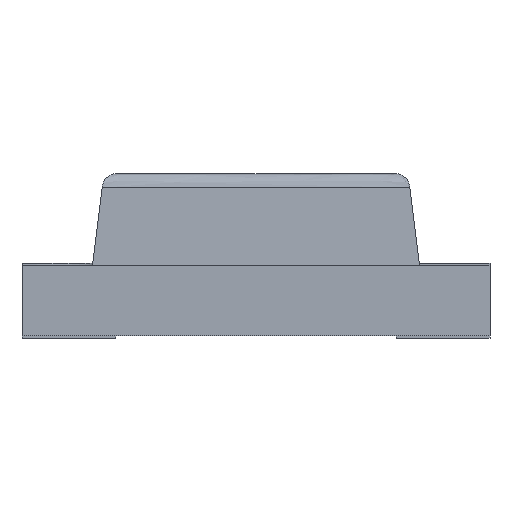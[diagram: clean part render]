
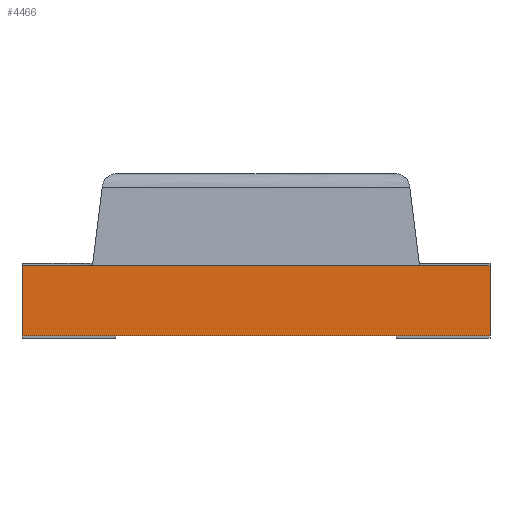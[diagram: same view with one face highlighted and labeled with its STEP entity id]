
A CAD part, front view. The second image highlights one B-rep face of the part: STEP entity #4466.
In plain terms, the highlighted free-form (B-spline) face has degree [1, 1] with [2, 2] control points.
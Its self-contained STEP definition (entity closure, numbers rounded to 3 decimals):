
#247 = B_SPLINE_SURFACE_WITH_KNOTS('',1,1,(
    (#248,#249)
    ,(#250,#251
    )),.UNSPECIFIED.,.F.,.F.,.F.,(2,2),(2,2),(0.,2.),(
    -1.25,0.),.PIECEWISE_BEZIER_KNOTS.);
#248 = CARTESIAN_POINT('',(-0.8,-0.4,0.24));
#249 = CARTESIAN_POINT('',(-0.8,0.4,0.24));
#250 = CARTESIAN_POINT('',(0.8,-0.4,0.24));
#251 = CARTESIAN_POINT('',(0.8,0.4,0.24));
#361 = B_SPLINE_SURFACE_WITH_KNOTS('',1,1,(
    (#362,#363)
    ,(#364,#365
    )),.UNSPECIFIED.,.F.,.F.,.F.,(2,2),(2,2),(0.825,1.25),(-0.3,0.)
  ,.PIECEWISE_BEZIER_KNOTS.);
#362 = CARTESIAN_POINT('',(0.8,-0.128,0.24));
#363 = CARTESIAN_POINT('',(0.8,-0.128,0.));
#364 = CARTESIAN_POINT('',(0.8,-0.4,0.24));
#365 = CARTESIAN_POINT('',(0.8,-0.4,0.));
#670 = VERTEX_POINT('',#671);
#671 = CARTESIAN_POINT('',(-0.8,-0.4,0.24));
#683 = B_SPLINE_SURFACE_WITH_KNOTS('',1,1,(
    (#684,#685)
    ,(#686,#687
  )),.UNSPECIFIED.,.F.,.F.,.F.,(2,2),(2,2),(0.,0.425),(-0.3,0.
    ),.PIECEWISE_BEZIER_KNOTS.);
#684 = CARTESIAN_POINT('',(-0.8,-0.4,0.24));
#685 = CARTESIAN_POINT('',(-0.8,-0.4,0.));
#686 = CARTESIAN_POINT('',(-0.8,-0.128,0.24));
#687 = CARTESIAN_POINT('',(-0.8,-0.128,0.));
#694 = EDGE_CURVE('',#695,#670,#697,.T.);
#695 = VERTEX_POINT('',#696);
#696 = CARTESIAN_POINT('',(0.8,-0.4,0.24));
#697 = SURFACE_CURVE('',#698,(#701,#707),.PCURVE_S1.);
#698 = B_SPLINE_CURVE_WITH_KNOTS('',1,(#699,#700),.UNSPECIFIED.,.F.,.F.,
  (2,2),(0.,2.),.PIECEWISE_BEZIER_KNOTS.);
#699 = CARTESIAN_POINT('',(0.8,-0.4,0.24));
#700 = CARTESIAN_POINT('',(-0.8,-0.4,0.24));
#701 = PCURVE('',#247,#702);
#702 = DEFINITIONAL_REPRESENTATION('',(#703),#706);
#703 = B_SPLINE_CURVE_WITH_KNOTS('',1,(#704,#705),.UNSPECIFIED.,.F.,.F.,
  (2,2),(0.,2.),.PIECEWISE_BEZIER_KNOTS.);
#704 = CARTESIAN_POINT('',(2.,-1.25));
#705 = CARTESIAN_POINT('',(0.,-1.25));
#706 = ( GEOMETRIC_REPRESENTATION_CONTEXT(2) 
PARAMETRIC_REPRESENTATION_CONTEXT() REPRESENTATION_CONTEXT('2D SPACE',''
  ) );
#707 = PCURVE('',#708,#713);
#708 = B_SPLINE_SURFACE_WITH_KNOTS('',1,1,(
    (#709,#710)
    ,(#711,#712
    )),.UNSPECIFIED.,.F.,.F.,.F.,(2,2),(2,2),(0.,2.),(-0.3,0.)
  ,.PIECEWISE_BEZIER_KNOTS.);
#709 = CARTESIAN_POINT('',(0.8,-0.4,0.24));
#710 = CARTESIAN_POINT('',(0.8,-0.4,0.));
#711 = CARTESIAN_POINT('',(-0.8,-0.4,0.24));
#712 = CARTESIAN_POINT('',(-0.8,-0.4,0.));
#713 = DEFINITIONAL_REPRESENTATION('',(#714),#717);
#714 = B_SPLINE_CURVE_WITH_KNOTS('',1,(#715,#716),.UNSPECIFIED.,.F.,.F.,
  (2,2),(0.,2.),.PIECEWISE_BEZIER_KNOTS.);
#715 = CARTESIAN_POINT('',(0.,-0.3));
#716 = CARTESIAN_POINT('',(2.,-0.3));
#717 = ( GEOMETRIC_REPRESENTATION_CONTEXT(2) 
PARAMETRIC_REPRESENTATION_CONTEXT() REPRESENTATION_CONTEXT('2D SPACE',''
  ) );
#3856 = EDGE_CURVE('',#3857,#695,#3859,.T.);
#3857 = VERTEX_POINT('',#3858);
#3858 = CARTESIAN_POINT('',(0.8,-0.4,0.));
#3859 = SURFACE_CURVE('',#3860,(#3863,#3869),.PCURVE_S1.);
#3860 = B_SPLINE_CURVE_WITH_KNOTS('',1,(#3861,#3862),.UNSPECIFIED.,.F.,
  .F.,(2,2),(0.,0.3),.PIECEWISE_BEZIER_KNOTS.);
#3861 = CARTESIAN_POINT('',(0.8,-0.4,0.));
#3862 = CARTESIAN_POINT('',(0.8,-0.4,0.24));
#3863 = PCURVE('',#361,#3864);
#3864 = DEFINITIONAL_REPRESENTATION('',(#3865),#3868);
#3865 = B_SPLINE_CURVE_WITH_KNOTS('',1,(#3866,#3867),.UNSPECIFIED.,.F.,
  .F.,(2,2),(0.,0.3),.PIECEWISE_BEZIER_KNOTS.);
#3866 = CARTESIAN_POINT('',(1.25,0.));
#3867 = CARTESIAN_POINT('',(1.25,-0.3));
#3868 = ( GEOMETRIC_REPRESENTATION_CONTEXT(2) 
PARAMETRIC_REPRESENTATION_CONTEXT() REPRESENTATION_CONTEXT('2D SPACE',''
  ) );
#3869 = PCURVE('',#708,#3870);
#3870 = DEFINITIONAL_REPRESENTATION('',(#3871),#3874);
#3871 = B_SPLINE_CURVE_WITH_KNOTS('',1,(#3872,#3873),.UNSPECIFIED.,.F.,
  .F.,(2,2),(0.,0.3),.PIECEWISE_BEZIER_KNOTS.);
#3872 = CARTESIAN_POINT('',(0.,0.));
#3873 = CARTESIAN_POINT('',(0.,-0.3));
#3874 = ( GEOMETRIC_REPRESENTATION_CONTEXT(2) 
PARAMETRIC_REPRESENTATION_CONTEXT() REPRESENTATION_CONTEXT('2D SPACE',''
  ) );
#3888 = B_SPLINE_SURFACE_WITH_KNOTS('',1,1,(
    (#3889,#3890)
    ,(#3891,#3892
    )),.UNSPECIFIED.,.F.,.F.,.F.,(2,2),(2,2),(0.,2.),(-1.25,0.
    ),.PIECEWISE_BEZIER_KNOTS.);
#3889 = CARTESIAN_POINT('',(-0.8,-0.4,0.));
#3890 = CARTESIAN_POINT('',(-0.8,0.4,0.));
#3891 = CARTESIAN_POINT('',(0.8,-0.4,0.));
#3892 = CARTESIAN_POINT('',(0.8,0.4,0.));
#4363 = VERTEX_POINT('',#4364);
#4364 = CARTESIAN_POINT('',(-0.8,-0.4,0.));
#4384 = EDGE_CURVE('',#4363,#670,#4385,.T.);
#4385 = SURFACE_CURVE('',#4386,(#4389,#4395),.PCURVE_S1.);
#4386 = B_SPLINE_CURVE_WITH_KNOTS('',1,(#4387,#4388),.UNSPECIFIED.,.F.,
  .F.,(2,2),(0.,0.3),.PIECEWISE_BEZIER_KNOTS.);
#4387 = CARTESIAN_POINT('',(-0.8,-0.4,0.));
#4388 = CARTESIAN_POINT('',(-0.8,-0.4,0.24));
#4389 = PCURVE('',#683,#4390);
#4390 = DEFINITIONAL_REPRESENTATION('',(#4391),#4394);
#4391 = B_SPLINE_CURVE_WITH_KNOTS('',1,(#4392,#4393),.UNSPECIFIED.,.F.,
  .F.,(2,2),(0.,0.3),.PIECEWISE_BEZIER_KNOTS.);
#4392 = CARTESIAN_POINT('',(0.,0.));
#4393 = CARTESIAN_POINT('',(0.,-0.3));
#4394 = ( GEOMETRIC_REPRESENTATION_CONTEXT(2) 
PARAMETRIC_REPRESENTATION_CONTEXT() REPRESENTATION_CONTEXT('2D SPACE',''
  ) );
#4395 = PCURVE('',#708,#4396);
#4396 = DEFINITIONAL_REPRESENTATION('',(#4397),#4400);
#4397 = B_SPLINE_CURVE_WITH_KNOTS('',1,(#4398,#4399),.UNSPECIFIED.,.F.,
  .F.,(2,2),(0.,0.3),.PIECEWISE_BEZIER_KNOTS.);
#4398 = CARTESIAN_POINT('',(2.,0.));
#4399 = CARTESIAN_POINT('',(2.,-0.3));
#4400 = ( GEOMETRIC_REPRESENTATION_CONTEXT(2) 
PARAMETRIC_REPRESENTATION_CONTEXT() REPRESENTATION_CONTEXT('2D SPACE',''
  ) );
#4466 = ADVANCED_FACE('',(#4467),#708,.T.);
#4467 = FACE_BOUND('',#4468,.T.);
#4468 = EDGE_LOOP('',(#4469,#4470,#4471,#4472));
#4469 = ORIENTED_EDGE('',*,*,#3856,.T.);
#4470 = ORIENTED_EDGE('',*,*,#694,.T.);
#4471 = ORIENTED_EDGE('',*,*,#4384,.F.);
#4472 = ORIENTED_EDGE('',*,*,#4473,.F.);
#4473 = EDGE_CURVE('',#3857,#4363,#4474,.T.);
#4474 = SURFACE_CURVE('',#4475,(#4478,#4484),.PCURVE_S1.);
#4475 = B_SPLINE_CURVE_WITH_KNOTS('',1,(#4476,#4477),.UNSPECIFIED.,.F.,
  .F.,(2,2),(0.,2.),.PIECEWISE_BEZIER_KNOTS.);
#4476 = CARTESIAN_POINT('',(0.8,-0.4,0.));
#4477 = CARTESIAN_POINT('',(-0.8,-0.4,0.));
#4478 = PCURVE('',#708,#4479);
#4479 = DEFINITIONAL_REPRESENTATION('',(#4480),#4483);
#4480 = B_SPLINE_CURVE_WITH_KNOTS('',1,(#4481,#4482),.UNSPECIFIED.,.F.,
  .F.,(2,2),(0.,2.),.PIECEWISE_BEZIER_KNOTS.);
#4481 = CARTESIAN_POINT('',(0.,0.));
#4482 = CARTESIAN_POINT('',(2.,0.));
#4483 = ( GEOMETRIC_REPRESENTATION_CONTEXT(2) 
PARAMETRIC_REPRESENTATION_CONTEXT() REPRESENTATION_CONTEXT('2D SPACE',''
  ) );
#4484 = PCURVE('',#3888,#4485);
#4485 = DEFINITIONAL_REPRESENTATION('',(#4486),#4489);
#4486 = B_SPLINE_CURVE_WITH_KNOTS('',1,(#4487,#4488),.UNSPECIFIED.,.F.,
  .F.,(2,2),(0.,2.),.PIECEWISE_BEZIER_KNOTS.);
#4487 = CARTESIAN_POINT('',(2.,-1.25));
#4488 = CARTESIAN_POINT('',(0.,-1.25));
#4489 = ( GEOMETRIC_REPRESENTATION_CONTEXT(2) 
PARAMETRIC_REPRESENTATION_CONTEXT() REPRESENTATION_CONTEXT('2D SPACE',''
  ) );
